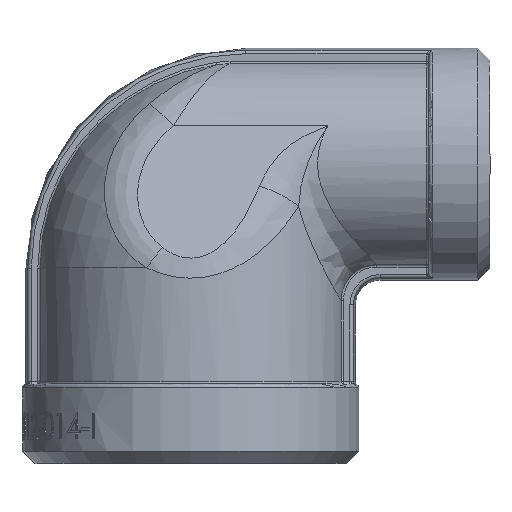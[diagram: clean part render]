
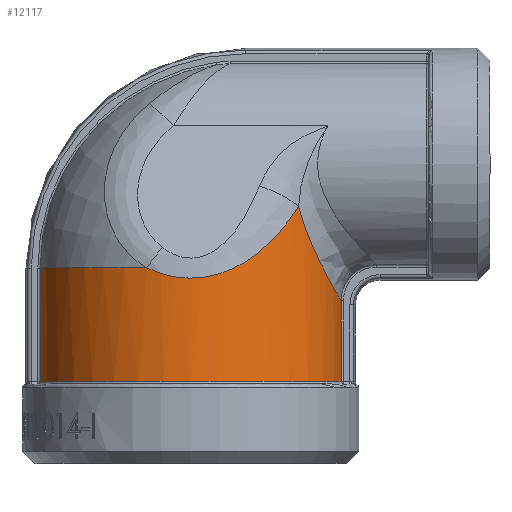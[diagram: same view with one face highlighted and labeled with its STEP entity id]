
A CAD part, top view. The second image highlights one B-rep face of the part: STEP entity #12117.
In plain terms, the highlighted cylindrical face has radius 12.5 mm (diameter 25 mm), a partial arc.
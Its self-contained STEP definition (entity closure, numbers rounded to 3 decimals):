
#911 = ORIENTED_EDGE ( 'NONE', *, *, #9777, .F. ) ;
#940 = ORIENTED_EDGE ( 'NONE', *, *, #9753, .T. ) ;
#950 = ORIENTED_EDGE ( 'NONE', *, *, #9734, .F. ) ;
#952 = ORIENTED_EDGE ( 'NONE', *, *, #9785, .T. ) ;
#961 = ORIENTED_EDGE ( 'NONE', *, *, #9754, .F. ) ;
#1026 = ORIENTED_EDGE ( 'NONE', *, *, #9774, .T. ) ;
#1483 = AXIS2_PLACEMENT_3D ( 'NONE', #5278, #5294, #5289 ) ;
#5275 = FACE_OUTER_BOUND ( 'NONE', #10332, .T. ) ;
#5278 = CARTESIAN_POINT ( 'NONE',  ( 0., -13.25, 0. ) ) ;
#5289 = DIRECTION ( 'NONE',  ( -1., 0., 0. ) ) ;
#5294 = DIRECTION ( 'NONE',  ( 0., 1., 0. ) ) ;
#5322 = CYLINDRICAL_SURFACE ( 'NONE', #1483, 12.5 ) ;
#6023 = CARTESIAN_POINT ( 'NONE',  ( 11.003, -8.948, 6.345 ) ) ;
#6044 = CARTESIAN_POINT ( 'NONE',  ( 8.829, -3.445, 8.848 ) ) ;
#6047 = CARTESIAN_POINT ( 'NONE',  ( 8.904, -3.733, 8.773 ) ) ;
#6061 = CARTESIAN_POINT ( 'NONE',  ( 9.49, -5.796, 8.176 ) ) ;
#6104 = CARTESIAN_POINT ( 'NONE',  ( 12.051, -10.741, 3.643 ) ) ;
#6115 = CARTESIAN_POINT ( 'NONE',  ( 12.311, -11.182, 2.165 ) ) ;
#6137 = LINE ( 'NONE', #6139, #15461 ) ;
#6139 = CARTESIAN_POINT ( 'NONE',  ( 12.311, -13.25, 2.165 ) ) ;
#6141 = DIRECTION ( 'NONE',  ( 0., 1., 0. ) ) ;
#6143 = DIRECTION ( 'NONE',  ( 0., 1., 0. ) ) ;
#6146 = DIRECTION ( 'NONE',  ( -1., 0., 0. ) ) ;
#6159 = CARTESIAN_POINT ( 'NONE',  ( 0., -8.5, 0. ) ) ;
#6226 = CARTESIAN_POINT ( 'NONE',  ( 0., -17.8, 0. ) ) ;
#6249 = DIRECTION ( 'NONE',  ( 0., 0., 1. ) ) ;
#6261 = CARTESIAN_POINT ( 'NONE',  ( -3.599, -8.5, 11.971 ) ) ;
#6271 = DIRECTION ( 'NONE',  ( 0., 1., 0. ) ) ;
#6281 = CARTESIAN_POINT ( 'NONE',  ( -1.145, -9.695, 12.709 ) ) ;
#6286 = LINE ( 'NONE', #6287, #16344 ) ;
#6287 = CARTESIAN_POINT ( 'NONE',  ( -12.311, -13.25, 2.165 ) ) ;
#6297 = CARTESIAN_POINT ( 'NONE',  ( 3.551, -9.574, 12.634 ) ) ;
#6298 = CARTESIAN_POINT ( 'NONE',  ( 7.469, -5.643, 10.206 ) ) ;
#6300 = CARTESIAN_POINT ( 'NONE',  ( 8.829, -3.445, 8.848 ) ) ;
#6302 = DIRECTION ( 'NONE',  ( 0., -1., 0. ) ) ;
#7318 = B_SPLINE_CURVE_WITH_KNOTS ( 'NONE', 3,
 ( #6044, #6047, #6061, #6023, #6104, #6115 ),
 .UNSPECIFIED., .F., .F.,
 ( 4, 1, 1, 4 ),
 ( 0., 0.074, 0.537, 0.983 ),
 .UNSPECIFIED. ) ;
#7345 = B_SPLINE_CURVE_WITH_KNOTS ( 'NONE', 3,
 ( #6261, #6281, #6297, #6298, #6300 ),
 .UNSPECIFIED., .F., .F.,
 ( 4, 1, 4 ),
 ( 0., 0.571, 1. ),
 .UNSPECIFIED. ) ;
#9734 = EDGE_CURVE ( 'NONE', #19196, #19201, #7318, .T. ) ;
#9753 = EDGE_CURVE ( 'NONE', #19167, #19201, #6137, .T. ) ;
#9754 = EDGE_CURVE ( 'NONE', #19192, #19209, #15455, .T. ) ;
#9774 = EDGE_CURVE ( 'NONE', #19195, #19167, #15451, .T. ) ;
#9777 = EDGE_CURVE ( 'NONE', #19209, #19196, #7345, .T. ) ;
#9785 = EDGE_CURVE ( 'NONE', #19192, #19195, #6286, .T. ) ;
#10332 = EDGE_LOOP ( 'NONE', ( #1026, #940, #950, #911, #961, #952 ) ) ;
#12117 = ADVANCED_FACE ( 'NONE', ( #5275 ), #5322, .T. ) ;
#15436 = AXIS2_PLACEMENT_3D ( 'NONE', #6159, #6143, #6146 ) ;
#15451 = CIRCLE ( 'NONE', #15477, 12.5 ) ;
#15455 = CIRCLE ( 'NONE', #15436, 12.5 ) ;
#15461 = VECTOR ( 'NONE', #6141, 1000. ) ;
#15477 = AXIS2_PLACEMENT_3D ( 'NONE', #6226, #6271, #6249 ) ;
#16344 = VECTOR ( 'NONE', #6302, 1000. ) ;
#18622 = CARTESIAN_POINT ( 'NONE',  ( 12.311, -17.8, 2.165 ) ) ;
#18682 = CARTESIAN_POINT ( 'NONE',  ( 8.829, -3.445, 8.848 ) ) ;
#18690 = CARTESIAN_POINT ( 'NONE',  ( 12.311, -11.182, 2.165 ) ) ;
#18708 = CARTESIAN_POINT ( 'NONE',  ( -12.311, -8.5, 2.165 ) ) ;
#18717 = CARTESIAN_POINT ( 'NONE',  ( -3.599, -8.5, 11.971 ) ) ;
#18732 = CARTESIAN_POINT ( 'NONE',  ( -12.311, -17.8, 2.165 ) ) ;
#19167 = VERTEX_POINT ( 'NONE', #18622 ) ;
#19192 = VERTEX_POINT ( 'NONE', #18708 ) ;
#19195 = VERTEX_POINT ( 'NONE', #18732 ) ;
#19196 = VERTEX_POINT ( 'NONE', #18682 ) ;
#19201 = VERTEX_POINT ( 'NONE', #18690 ) ;
#19209 = VERTEX_POINT ( 'NONE', #18717 ) ;
